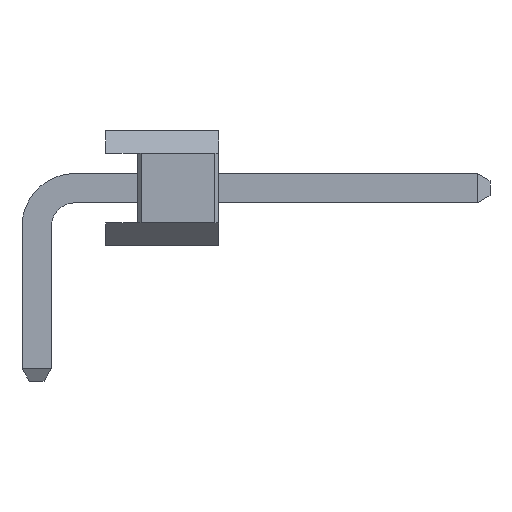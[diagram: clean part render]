
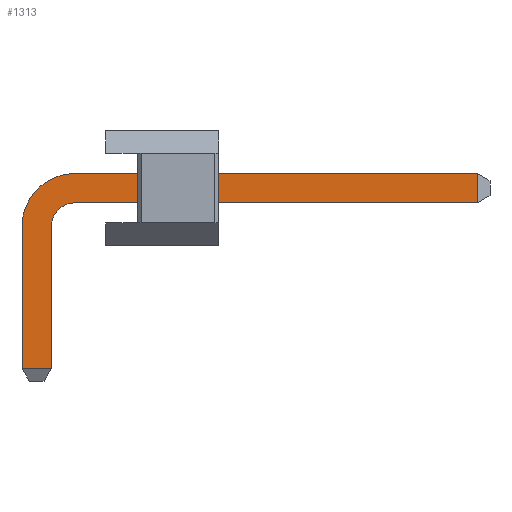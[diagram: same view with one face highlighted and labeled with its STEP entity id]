
A CAD part, left-side view. The second image highlights one B-rep face of the part: STEP entity #1313.
In plain terms, the highlighted planar face has unit normal (-1, 0, 0).
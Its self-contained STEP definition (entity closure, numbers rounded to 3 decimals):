
#1313=ADVANCED_FACE('',(#2375),#2377,.T.);
#2375=FACE_BOUND('',#2376,.T.);
#2376=EDGE_LOOP('',(#3074,#3075,#3076,#3077,#3078,#3079,#3080,#3081));
#2377=PLANE('',#2378);
#2378=AXIS2_PLACEMENT_3D('',#2379,#2380,#2381);
#2379=CARTESIAN_POINT('',(-0.325,-1.525,1.595));
#2380=DIRECTION('',(-1.,-0.,0.));
#2381=DIRECTION('',(0.,0.,-1.));
#3074=ORIENTED_EDGE('',*,*,#3440,.F.);
#3075=ORIENTED_EDGE('',*,*,#3442,.F.);
#3076=ORIENTED_EDGE('',*,*,#3443,.F.);
#3077=ORIENTED_EDGE('',*,*,#3444,.T.);
#3078=ORIENTED_EDGE('',*,*,#3445,.F.);
#3079=ORIENTED_EDGE('',*,*,#3446,.F.);
#3080=ORIENTED_EDGE('',*,*,#3447,.T.);
#3081=ORIENTED_EDGE('',*,*,#3432,.T.);
#3432=EDGE_CURVE('',#3942,#3934,#3943,.T.);
#3440=EDGE_CURVE('',#3955,#3934,#3956,.T.);
#3442=EDGE_CURVE('',#3958,#3955,#3959,.T.);
#3443=EDGE_CURVE('',#3960,#3958,#3961,.T.);
#3444=EDGE_CURVE('',#3960,#3962,#3963,.T.);
#3445=EDGE_CURVE('',#3964,#3962,#3965,.T.);
#3446=EDGE_CURVE('',#3966,#3964,#3967,.T.);
#3447=EDGE_CURVE('',#3966,#3942,#3968,.T.);
#3934=VERTEX_POINT('',#5064);
#3942=VERTEX_POINT('',#5080);
#3943=LINE('',#5081,#5082);
#3955=VERTEX_POINT('',#5109);
#3956=LINE('',#5110,#5111);
#3958=VERTEX_POINT('',#5116);
#3959=LINE('',#5117,#5118);
#3960=VERTEX_POINT('',#5120);
#3961=CIRCLE('',#5121,0.52);
#3962=VERTEX_POINT('',#5125);
#3963=LINE('',#5126,#5127);
#3964=VERTEX_POINT('',#5129);
#3965=LINE('',#5130,#5131);
#3966=VERTEX_POINT('',#5133);
#3967=LINE('',#5134,#5135);
#3968=CIRCLE('',#5137,1.17);
#5064=CARTESIAN_POINT('',(-0.325,0.325,-2.719));
#5080=CARTESIAN_POINT('',(-0.325,0.325,0.425));
#5081=CARTESIAN_POINT('',(-0.325,0.325,0.425));
#5082=VECTOR('',#5083,1.);
#5083=DIRECTION('',(0.,0.,-1.));
#5109=CARTESIAN_POINT('',(-0.325,-0.325,-2.719));
#5110=CARTESIAN_POINT('',(-0.325,-0.325,-2.719));
#5111=VECTOR('',#5112,1.);
#5112=DIRECTION('',(0.,1.,0.));
#5116=CARTESIAN_POINT('',(-0.325,-0.325,0.425));
#5117=CARTESIAN_POINT('',(-0.325,-0.325,0.425));
#5118=VECTOR('',#5119,1.);
#5119=DIRECTION('',(0.,0.,-1.));
#5120=CARTESIAN_POINT('',(-0.325,-0.845,0.945));
#5121=AXIS2_PLACEMENT_3D('',#5122,#5123,#5124);
#5122=CARTESIAN_POINT('',(-0.325,-0.845,0.425));
#5123=DIRECTION('',(-1.,0.,0.));
#5124=DIRECTION('',(0.,0.,1.));
#5125=CARTESIAN_POINT('',(-0.325,-9.744,0.945));
#5126=CARTESIAN_POINT('',(-0.325,-0.845,0.945));
#5127=VECTOR('',#5128,1.);
#5128=DIRECTION('',(0.,-1.,0.));
#5129=CARTESIAN_POINT('',(-0.325,-9.744,1.595));
#5130=CARTESIAN_POINT('',(-0.325,-9.744,1.595));
#5131=VECTOR('',#5132,1.);
#5132=DIRECTION('',(0.,0.,-1.));
#5133=CARTESIAN_POINT('',(-0.325,-0.845,1.595));
#5134=CARTESIAN_POINT('',(-0.325,-0.845,1.595));
#5135=VECTOR('',#5136,1.);
#5136=DIRECTION('',(0.,-1.,0.));
#5137=AXIS2_PLACEMENT_3D('',#5138,#5139,#5140);
#5138=CARTESIAN_POINT('',(-0.325,-0.845,0.425));
#5139=DIRECTION('',(-1.,0.,0.));
#5140=DIRECTION('',(0.,0.,1.));
